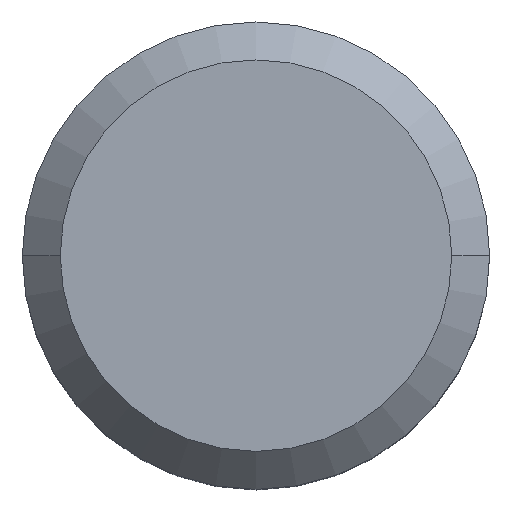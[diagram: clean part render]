
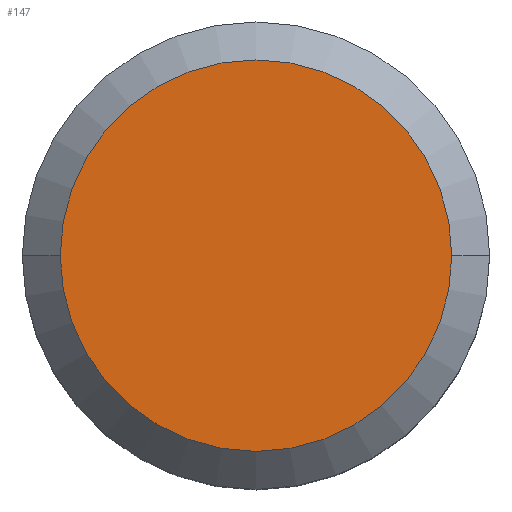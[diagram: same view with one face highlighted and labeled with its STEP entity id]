
A CAD part, top view. The second image highlights one B-rep face of the part: STEP entity #147.
In plain terms, the highlighted planar face has unit normal (0, 0, 1).
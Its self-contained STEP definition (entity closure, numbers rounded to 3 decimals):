
#99=EDGE_CURVE('',#123,#139,#209,.T.);
#107=EDGE_CURVE('',#139,#123,#219,.T.);
#123=VERTEX_POINT('',#237);
#139=VERTEX_POINT('',#253);
#147=ADVANCED_FACE('',(#261),#262,.T.);
#209=CIRCLE('',#320,6.7);
#219=CIRCLE('',#333,6.7);
#237=CARTESIAN_POINT('',(-6.7,0.,13.0));
#253=CARTESIAN_POINT('',(6.7,0.,13.0));
#261=FACE_OUTER_BOUND('',#392,.T.);
#262=PLANE('',#393);
#320=AXIS2_PLACEMENT_3D('',#462,#463,#464);
#333=AXIS2_PLACEMENT_3D('',#482,#483,#484);
#392=EDGE_LOOP('',(#523,#524));
#393=AXIS2_PLACEMENT_3D('',#525,#526,#527);
#462=CARTESIAN_POINT('',(0.0,0.,13.0));
#463=DIRECTION('',(0.0,0.,-1.0));
#464=DIRECTION('',(1.0,0.0,0.0));
#482=CARTESIAN_POINT('',(0.0,0.,13.0));
#483=DIRECTION('',(0.0,0.,-1.0));
#484=DIRECTION('',(1.0,0.0,0.0));
#523=ORIENTED_EDGE('',*,*,#107,.F.);
#524=ORIENTED_EDGE('',*,*,#99,.F.);
#525=CARTESIAN_POINT('',(3.35,0.,13.0));
#526=DIRECTION('',(0.0,0.,1.0));
#527=DIRECTION('',(-1.0,0.0,0.0));
